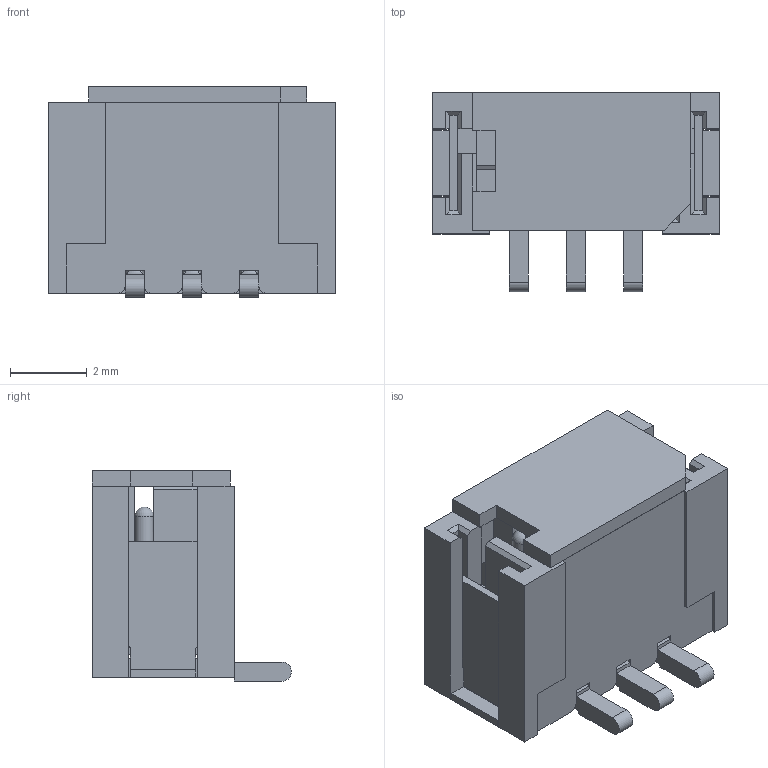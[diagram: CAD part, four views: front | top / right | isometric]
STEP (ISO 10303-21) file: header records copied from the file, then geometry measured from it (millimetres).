
FILE_DESCRIPTION(/* description */ ('Unknown'),/* implementation_level */ '2;1');
FILE_NAME(/* name */ '679303124022',/* time_stamp */ '2018-10-30T17:16:13+01:00',/* author */ ('Unknown'),/* organization */ ('Unknown'),/* preprocessor_version */ 'ST-DEVELOPER v16.7',/* originating_system */ 'DEX',/* authorisation */ $);
FILE_SCHEMA (('AUTOMOTIVE_DESIGN {1 0 10303 214 3 1 1}'));
Length unit declared in the file: millimetre
Products named in the file (5): 6793xx124022; 679303124022; 6793xx124022_PIN; 6793xx124022_CAP; 6793xx124022_PATTE
Assembly tree (7 placements, depth 2):
  6793xx124022
    679303124022
    6793xx124022_PIN  x3
    6793xx124022_CAP
    6793xx124022_PATTE  x2
Bounding box: 7.5 x 5.2 x 5.5 mm (x, y, z)
Volume: 90.9 mm3; surface area: 437.9 mm2
Topology: 7 solids, 7 shells, 227 faces, 611 edges, 386 vertices
Faces by surface type: plane 183, cylinder 23, bspline 12, torus 9
Full cylindrical faces by diameter (mm): 0.5 x6
Entity records: 5216 total; most frequent: CARTESIAN_POINT 965, ORIENTED_EDGE 872, DIRECTION 804, EDGE_CURVE 436, LINE 394, VECTOR 394, VERTEX_POINT 286, AXIS2_PLACEMENT_3D 205
